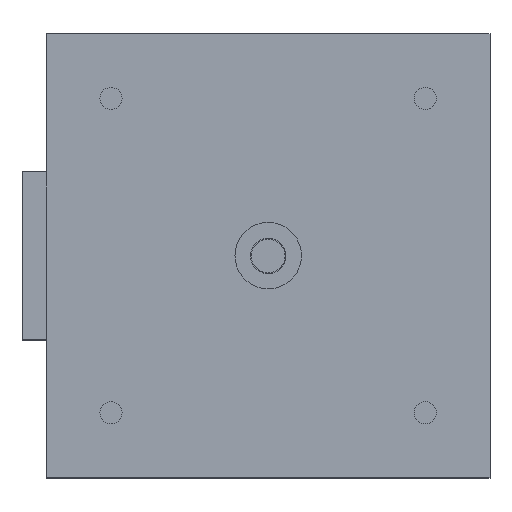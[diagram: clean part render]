
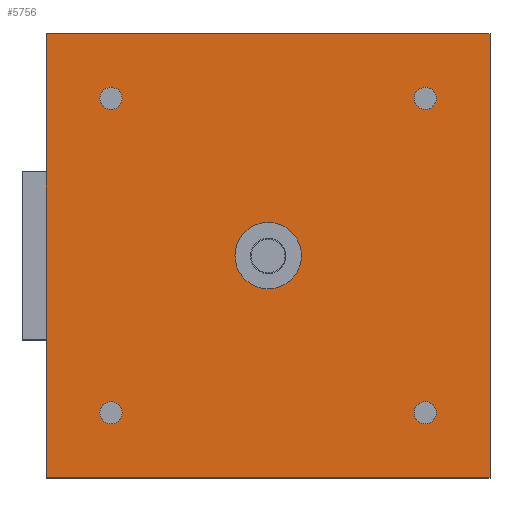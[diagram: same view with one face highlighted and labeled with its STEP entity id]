
A CAD part, top view. The second image highlights one B-rep face of the part: STEP entity #5756.
In plain terms, the highlighted planar face has unit normal (0, 0, 1).
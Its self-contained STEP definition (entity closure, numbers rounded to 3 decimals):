
#243=FACE_BOUND('',#827,.T.);
#244=FACE_BOUND('',#828,.T.);
#245=FACE_BOUND('',#829,.T.);
#246=FACE_BOUND('',#830,.T.);
#247=FACE_BOUND('',#831,.T.);
#460=FACE_OUTER_BOUND('',#826,.T.);
#826=EDGE_LOOP('',(#4133,#4134,#4135,#4136));
#827=EDGE_LOOP('',(#4137));
#828=EDGE_LOOP('',(#4138));
#829=EDGE_LOOP('',(#4139));
#830=EDGE_LOOP('',(#4140));
#831=EDGE_LOOP('',(#4141));
#1329=CIRCLE('',#6162,7.5);
#1331=CIRCLE('',#6167,2.5);
#1333=CIRCLE('',#6170,2.5);
#1335=CIRCLE('',#6173,2.5);
#1337=CIRCLE('',#6176,2.5);
#1624=LINE('',#8652,#2147);
#1646=LINE('',#8695,#2169);
#1648=LINE('',#8698,#2171);
#1650=LINE('',#8703,#2173);
#2147=VECTOR('',#6909,10.);
#2169=VECTOR('',#6945,10.);
#2171=VECTOR('',#6949,10.);
#2173=VECTOR('',#6957,10.);
#2645=VERTEX_POINT('',#8579);
#2663=VERTEX_POINT('',#8619);
#2665=VERTEX_POINT('',#8625);
#2667=VERTEX_POINT('',#8631);
#2669=VERTEX_POINT('',#8637);
#2671=VERTEX_POINT('',#8649);
#2672=VERTEX_POINT('',#8651);
#2685=VERTEX_POINT('',#8692);
#2686=VERTEX_POINT('',#8694);
#3184=EDGE_CURVE('',#2645,#2645,#1329,.T.);
#3203=EDGE_CURVE('',#2663,#2663,#1331,.T.);
#3206=EDGE_CURVE('',#2665,#2665,#1333,.T.);
#3209=EDGE_CURVE('',#2667,#2667,#1335,.T.);
#3212=EDGE_CURVE('',#2669,#2669,#1337,.T.);
#3220=EDGE_CURVE('',#2672,#2671,#1624,.T.);
#3242=EDGE_CURVE('',#2686,#2685,#1646,.T.);
#3244=EDGE_CURVE('',#2685,#2672,#1648,.T.);
#3246=EDGE_CURVE('',#2671,#2686,#1650,.T.);
#4133=ORIENTED_EDGE('',*,*,#3246,.T.);
#4134=ORIENTED_EDGE('',*,*,#3242,.T.);
#4135=ORIENTED_EDGE('',*,*,#3244,.T.);
#4136=ORIENTED_EDGE('',*,*,#3220,.T.);
#4137=ORIENTED_EDGE('',*,*,#3184,.T.);
#4138=ORIENTED_EDGE('',*,*,#3203,.T.);
#4139=ORIENTED_EDGE('',*,*,#3206,.T.);
#4140=ORIENTED_EDGE('',*,*,#3209,.T.);
#4141=ORIENTED_EDGE('',*,*,#3212,.T.);
#5522=PLANE('',#6192);
#5756=ADVANCED_FACE('',(#460,#243,#244,#245,#246,#247),#5522,.T.);
#6162=AXIS2_PLACEMENT_3D('',#8580,#6845,#6846);
#6167=AXIS2_PLACEMENT_3D('',#8620,#6872,#6873);
#6170=AXIS2_PLACEMENT_3D('',#8626,#6879,#6880);
#6173=AXIS2_PLACEMENT_3D('',#8632,#6886,#6887);
#6176=AXIS2_PLACEMENT_3D('',#8638,#6893,#6894);
#6192=AXIS2_PLACEMENT_3D('',#8704,#6958,#6959);
#6845=DIRECTION('center_axis',(0.,0.,-1.));
#6846=DIRECTION('ref_axis',(-1.,0.,0.));
#6872=DIRECTION('center_axis',(0.,0.,-1.));
#6873=DIRECTION('ref_axis',(-1.,0.,0.));
#6879=DIRECTION('center_axis',(0.,0.,-1.));
#6880=DIRECTION('ref_axis',(-1.,0.,0.));
#6886=DIRECTION('center_axis',(0.,0.,-1.));
#6887=DIRECTION('ref_axis',(-1.,0.,0.));
#6893=DIRECTION('center_axis',(0.,0.,-1.));
#6894=DIRECTION('ref_axis',(-1.,0.,0.));
#6909=DIRECTION('',(0.,-1.,0.));
#6945=DIRECTION('',(0.,1.,0.));
#6949=DIRECTION('',(-1.,0.,0.));
#6957=DIRECTION('',(1.,0.,0.));
#6958=DIRECTION('center_axis',(0.,0.,1.));
#6959=DIRECTION('ref_axis',(-1.,0.,0.));
#8579=CARTESIAN_POINT('',(7.5,0.,105.));
#8580=CARTESIAN_POINT('Origin',(0.,0.,105.));
#8619=CARTESIAN_POINT('',(37.929,35.429,105.));
#8620=CARTESIAN_POINT('Origin',(35.429,35.429,105.));
#8625=CARTESIAN_POINT('',(37.929,-35.429,105.));
#8626=CARTESIAN_POINT('Origin',(35.429,-35.429,105.));
#8631=CARTESIAN_POINT('',(-32.929,35.429,105.));
#8632=CARTESIAN_POINT('Origin',(-35.429,35.429,105.));
#8637=CARTESIAN_POINT('',(-32.929,-35.429,105.));
#8638=CARTESIAN_POINT('Origin',(-35.429,-35.429,105.));
#8649=CARTESIAN_POINT('',(-50.,-50.,105.));
#8651=CARTESIAN_POINT('',(-50.,50.,105.));
#8652=CARTESIAN_POINT('',(-50.,50.,105.));
#8692=CARTESIAN_POINT('',(50.,50.,105.));
#8694=CARTESIAN_POINT('',(50.,-50.,105.));
#8695=CARTESIAN_POINT('',(50.,-50.,105.));
#8698=CARTESIAN_POINT('',(50.,50.,105.));
#8703=CARTESIAN_POINT('',(-50.,-50.,105.));
#8704=CARTESIAN_POINT('Origin',(0.,0.,105.));
